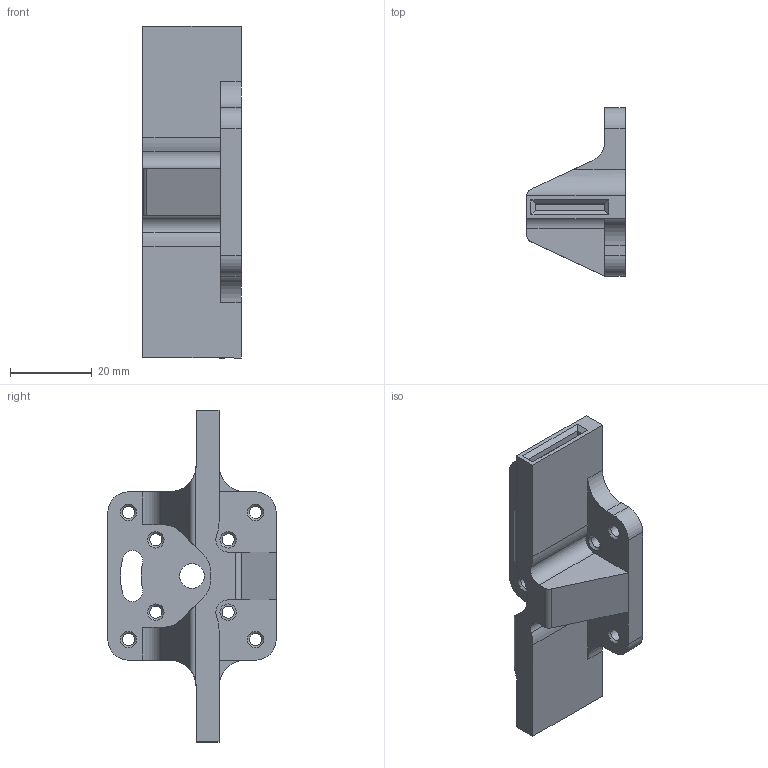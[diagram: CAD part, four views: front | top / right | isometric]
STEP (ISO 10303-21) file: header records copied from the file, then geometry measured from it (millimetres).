
FILE_DESCRIPTION(/* description */ (''),/* implementation_level */ '2;1');
FILE_NAME(/* name */ 'Improved BWB motor mount v2.step',/* time_stamp */ '2021-06-19T12:10:17+02:00',/* author */ (''),/* organization */ (''),/* preprocessor_version */ 'ST-DEVELOPER v18.1',/* originating_system */ 'Autodesk Translation Framework v10.9.0.1377',/* authorisation */ '');
FILE_SCHEMA (('AUTOMOTIVE_DESIGN { 1 0 10303 214 3 1 1 }'));
Length unit declared in the file: millimetre
Products named in the file (2): Improved BWB motor mount; Component1
Assembly tree (1 placements, depth 2):
  Improved BWB motor mount
    Component1
Bounding box: 24 x 41.11 x 81.11 mm (x, y, z)
Volume: 19622 mm3; surface area: 11434.6 mm2
Topology: 1 solids, 1 shells, 94 faces, 245 edges, 155 vertices
Faces by surface type: plane 47, cylinder 34, cone 13
Full cylindrical faces by diameter (mm): 3 x8, 6 x1
Entity records: 2984 total; most frequent: DIRECTION 518, CARTESIAN_POINT 515, ORIENTED_EDGE 490, EDGE_CURVE 245, AXIS2_PLACEMENT_3D 178, LINE 162, VECTOR 162, VERTEX_POINT 155
